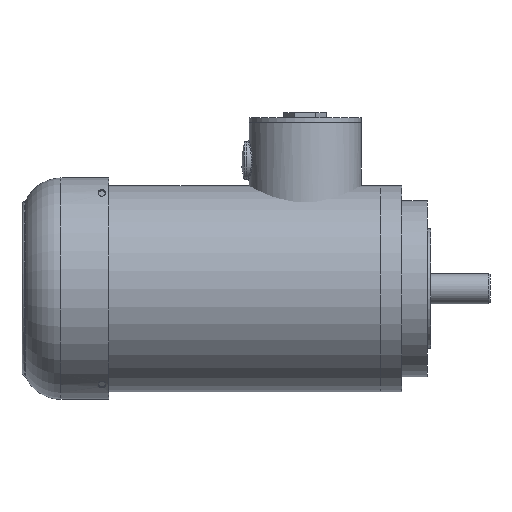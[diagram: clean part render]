
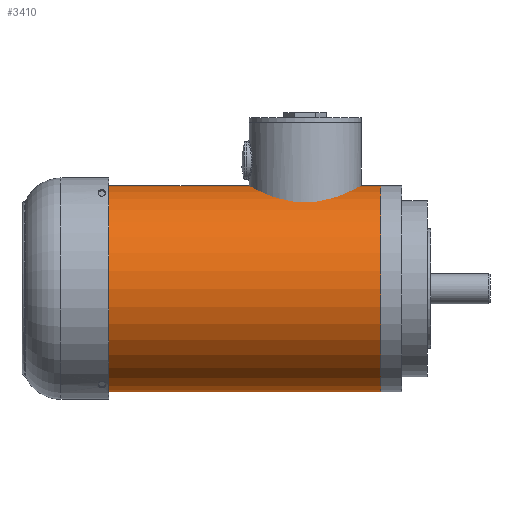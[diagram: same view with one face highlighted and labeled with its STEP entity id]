
A CAD part, front view. The second image highlights one B-rep face of the part: STEP entity #3410.
In plain terms, the highlighted cylindrical face has radius 82 mm (diameter 164 mm), a full revolution.
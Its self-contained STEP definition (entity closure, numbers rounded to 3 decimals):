
#3410=ADVANCED_FACE('', (#3420,#3430), #3440, .T.);
#23950=AXIS2_PLACEMENT_3D('Ax2Pl3d', #23960, #23970, #23980);
#23990=AXIS2_PLACEMENT_3D('Ax2Pl3d', #24000, #24010, #24020);
#24030=AXIS2_PLACEMENT_3D('Ax2Pl3d', #24040, #24050, #24060);
#23960=CARTESIAN_POINT('HicPkt', (33.5,0.,
0.));
#190880=CARTESIAN_POINT('', (33.5,0.,82.));
#24000=CARTESIAN_POINT('HicPkt', (249.5,0.,
0.));
#24040=CARTESIAN_POINT('HicPkt', (249.5,0.,
0.));
#190890=CARTESIAN_POINT('', (249.5,0.,82.));
#201390=CIRCLE('Circle', #23950, 82.);
#201400=CIRCLE('Circle', #24030, 82.);
#3440=CYLINDRICAL_SURFACE('Zyl', #23990, 82.);
#23970=DIRECTION('Axis', (1.,0.,0.));
#23980=DIRECTION('RefDirection', (0.,0.,-1.));
#24010=DIRECTION('Axis', (-1.,0.,0.)
);
#24020=DIRECTION('RefDirection', (0.,
0.,-1.));
#24050=DIRECTION('Axis', (1.,0.,0.));
#24060=DIRECTION('RefDirection', (0.,0.,-1.));
#239750=EDGE_CURVE('', #239760, #239760, #201390, .T.);
#239770=EDGE_CURVE('', #239780, #239780, #201400, .T.);
#263350=EDGE_LOOP('Edge_loop', (#263360));
#263370=EDGE_LOOP('Edge_loop', (#263380));
#3430=FACE_BOUND('', #263370, .T.);
#3420=FACE_OUTER_BOUND('Face_outer_bound', #263350, .T.);
#263360=ORIENTED_EDGE('', *, *, #239750, .T.);
#263380=ORIENTED_EDGE('', *, *, #239770, .F.);
#239760=VERTEX_POINT('', #190880);
#239780=VERTEX_POINT('', #190890);
